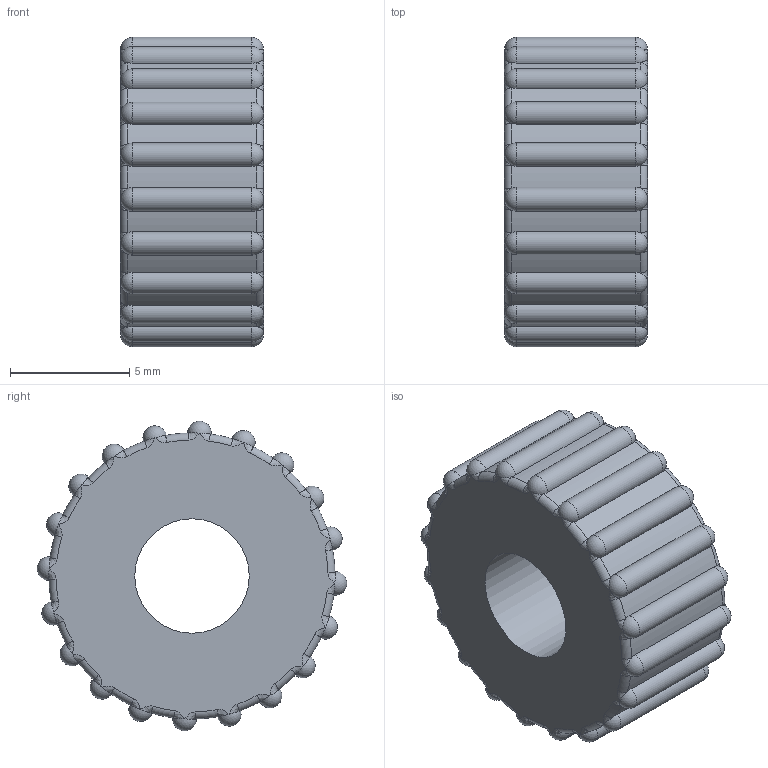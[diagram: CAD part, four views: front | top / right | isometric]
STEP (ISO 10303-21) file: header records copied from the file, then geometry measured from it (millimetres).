
FILE_DESCRIPTION(/* description */ (''),/* implementation_level */ '2;1');
FILE_NAME(/* name */ 'Tension Knob.stp',/* time_stamp */ '2016-12-28T17:01:54-06:00',/* author */ (''),/* organization */ (''),/* preprocessor_version */ 'ST-DEVELOPER v16.5',/* originating_system */ 'Autodesk Translation Framework v5.2.0.2920',/* authorisation */ '');
FILE_SCHEMA (('AUTOMOTIVE_DESIGN { 1 0 10303 214 3 1 1 }'));
Length unit declared in the file: millimetre
Products named in the file (1): Tension Knob
Bounding box: 6 x 12.98 x 12.98 mm (x, y, z)
Volume: 614.4 mm3; surface area: 577.5 mm2
Topology: 1 solids, 1 shells, 203 faces, 683 edges, 362 vertices
Faces by surface type: bspline 80, cylinder 41, torus 40, sphere 40, plane 2
Full cylindrical faces by diameter (mm): 4.8 x1
Entity records: 9602 total; most frequent: CARTESIAN_POINT 5490, ORIENTED_EDGE 964, DIRECTION 692, EDGE_CURVE 482, AXIS2_PLACEMENT_3D 326, VERTEX_POINT 282, B_SPLINE_CURVE_WITH_KNOTS 240, EDGE_LOOP 206
